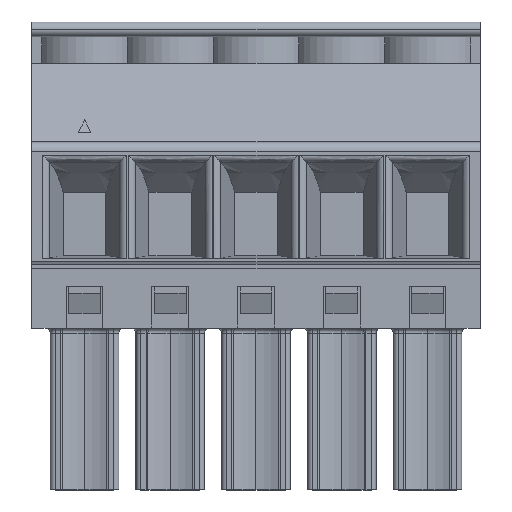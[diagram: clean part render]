
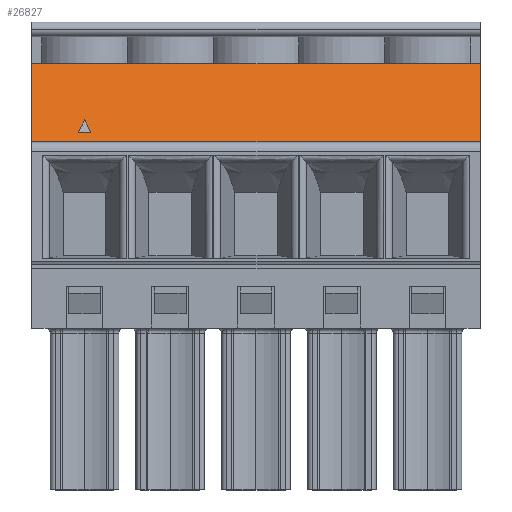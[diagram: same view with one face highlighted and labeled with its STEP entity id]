
A CAD part, top view. The second image highlights one B-rep face of the part: STEP entity #26827.
In plain terms, the highlighted planar face has unit normal (0, 0.346, 0.938).
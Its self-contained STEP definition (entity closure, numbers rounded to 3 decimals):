
#172 = EDGE_LOOP ( 'NONE', ( #37016, #28156, #18881 ) ) ;
#1318 = VERTEX_POINT ( 'NONE', #2002 ) ;
#1505 = CARTESIAN_POINT ( 'NONE',  ( 18.3, 14.2, 9. ) ) ;
#1907 = PLANE ( 'NONE',  #33770 ) ;
#2002 = CARTESIAN_POINT ( 'NONE',  ( 1.9, 14.6, 8.852 ) ) ;
#3699 = EDGE_CURVE ( 'NONE', #22088, #31846, #7926, .T. ) ;
#3983 = VECTOR ( 'NONE', #26196, 1000. ) ;
#6236 = DIRECTION ( 'NONE',  ( -1., 0., 0. ) ) ;
#6882 = CARTESIAN_POINT ( 'NONE',  ( 18.3, 17.4, 7.82 ) ) ;
#7926 = LINE ( 'NONE', #11801, #26526 ) ;
#8244 = VECTOR ( 'NONE', #36190, 1000. ) ;
#9567 = FACE_BOUND ( 'NONE', #172, .T. ) ;
#10234 = LINE ( 'NONE', #38265, #36194 ) ;
#10429 = DIRECTION ( 'NONE',  ( 0., 0.938, -0.346 ) ) ;
#11170 = FACE_OUTER_BOUND ( 'NONE', #31390, .T. ) ;
#11801 = CARTESIAN_POINT ( 'NONE',  ( 5.432, 8.536, 11.089 ) ) ;
#11819 = LINE ( 'NONE', #27664, #35293 ) ;
#12854 = EDGE_CURVE ( 'NONE', #35591, #12955, #37728, .T. ) ;
#12955 = VERTEX_POINT ( 'NONE', #37924 ) ;
#13843 = DIRECTION ( 'NONE',  ( 0., 0.346, 0.938 ) ) ;
#14249 = LINE ( 'NONE', #19756, #3983 ) ;
#14828 = EDGE_CURVE ( 'NONE', #1318, #22088, #39870, .T. ) ;
#15788 = EDGE_CURVE ( 'NONE', #31846, #1318, #11819, .T. ) ;
#16034 = DIRECTION ( 'NONE',  ( -1., 0., 0. ) ) ;
#18247 = ORIENTED_EDGE ( 'NONE', *, *, #27635, .T. ) ;
#18801 = LINE ( 'NONE', #33795, #33703 ) ;
#18881 = ORIENTED_EDGE ( 'NONE', *, *, #15788, .F. ) ;
#19756 = CARTESIAN_POINT ( 'NONE',  ( 18.3, 14.2, 9. ) ) ;
#22001 = VERTEX_POINT ( 'NONE', #28061 ) ;
#22088 = VERTEX_POINT ( 'NONE', #24627 ) ;
#22876 = CARTESIAN_POINT ( 'NONE',  ( 18.3, 14.2, 9. ) ) ;
#23439 = ORIENTED_EDGE ( 'NONE', *, *, #35881, .F. ) ;
#23813 = DIRECTION ( 'NONE',  ( -0.425, 0.849, -0.313 ) ) ;
#24627 = CARTESIAN_POINT ( 'NONE',  ( 2.4, 14.6, 8.852 ) ) ;
#26196 = DIRECTION ( 'NONE',  ( 0., 0.938, -0.346 ) ) ;
#26526 = VECTOR ( 'NONE', #23813, 1000. ) ;
#26827 = ADVANCED_FACE ( 'NONE', ( #9567, #11170 ), #1907, .T. ) ;
#26895 = EDGE_CURVE ( 'NONE', #35591, #28218, #14249, .T. ) ;
#27635 = EDGE_CURVE ( 'NONE', #28218, #22001, #18801, .T. ) ;
#27664 = CARTESIAN_POINT ( 'NONE',  ( 4.694, 20.189, 6.792 ) ) ;
#28061 = CARTESIAN_POINT ( 'NONE',  ( 0., 17.4, 7.82 ) ) ;
#28156 = ORIENTED_EDGE ( 'NONE', *, *, #14828, .F. ) ;
#28218 = VERTEX_POINT ( 'NONE', #6882 ) ;
#30700 = CARTESIAN_POINT ( 'NONE',  ( 18.3, 14.6, 8.852 ) ) ;
#31390 = EDGE_LOOP ( 'NONE', ( #23439, #39963, #37626, #18247 ) ) ;
#31452 = CARTESIAN_POINT ( 'NONE',  ( 18.3, 14.2, 9. ) ) ;
#31846 = VERTEX_POINT ( 'NONE', #32366 ) ;
#32366 = CARTESIAN_POINT ( 'NONE',  ( 2.15, 15.1, 8.668 ) ) ;
#32712 = VECTOR ( 'NONE', #16034, 1000. ) ;
#32886 = DIRECTION ( 'NONE',  ( 0., -0.938, 0.346 ) ) ;
#33703 = VECTOR ( 'NONE', #6236, 1000. ) ;
#33770 = AXIS2_PLACEMENT_3D ( 'NONE', #1505, #13843, #32886 ) ;
#33795 = CARTESIAN_POINT ( 'NONE',  ( 18.3, 17.4, 7.82 ) ) ;
#35293 = VECTOR ( 'NONE', #39266, 1000. ) ;
#35591 = VERTEX_POINT ( 'NONE', #22876 ) ;
#35881 = EDGE_CURVE ( 'NONE', #12955, #22001, #10234, .T. ) ;
#36190 = DIRECTION ( 'NONE',  ( 1., 0., 0. ) ) ;
#36194 = VECTOR ( 'NONE', #10429, 1000. ) ;
#37016 = ORIENTED_EDGE ( 'NONE', *, *, #3699, .F. ) ;
#37626 = ORIENTED_EDGE ( 'NONE', *, *, #26895, .T. ) ;
#37728 = LINE ( 'NONE', #31452, #32712 ) ;
#37924 = CARTESIAN_POINT ( 'NONE',  ( 0., 14.2, 9. ) ) ;
#38265 = CARTESIAN_POINT ( 'NONE',  ( 0., 14.2, 9. ) ) ;
#39266 = DIRECTION ( 'NONE',  ( -0.425, -0.849, 0.313 ) ) ;
#39870 = LINE ( 'NONE', #30700, #8244 ) ;
#39963 = ORIENTED_EDGE ( 'NONE', *, *, #12854, .F. ) ;
